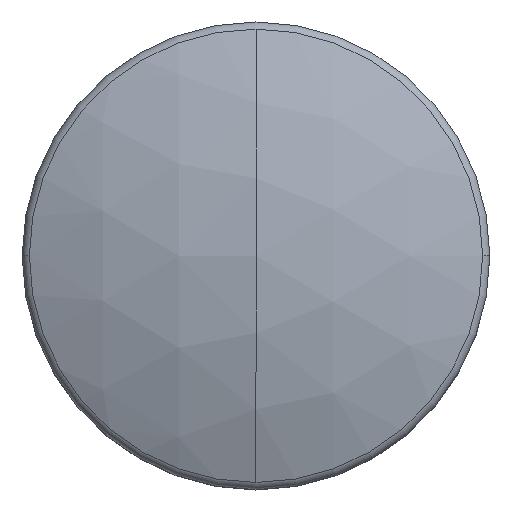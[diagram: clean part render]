
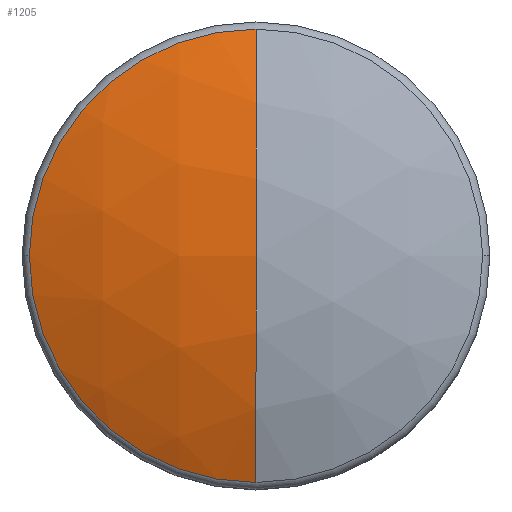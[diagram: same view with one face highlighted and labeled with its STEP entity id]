
A CAD part, top view. The second image highlights one B-rep face of the part: STEP entity #1205.
In plain terms, the highlighted spherical face has radius 50 mm.
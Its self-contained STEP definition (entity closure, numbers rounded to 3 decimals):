
#46 = EDGE_CURVE ( 'NONE', #355, #342, #792, .T. ) ;
#153 = EDGE_CURVE ( 'NONE', #355, #347, #795, .T. ) ;
#342 = VERTEX_POINT ( 'NONE', #1085 ) ;
#347 = VERTEX_POINT ( 'NONE', #1090 ) ;
#348 = VERTEX_POINT ( 'NONE', #1091 ) ;
#355 = VERTEX_POINT ( 'NONE', #1098 ) ;
#403 = EDGE_CURVE ( 'NONE', #342, #348, #813, .T. ) ;
#404 = EDGE_CURVE ( 'NONE', #348, #347, #814, .T. ) ;
#429 = AXIS2_PLACEMENT_3D ( 'NONE', #562, #566, #567 ) ;
#432 = AXIS2_PLACEMENT_3D ( 'NONE', #568, #569, #570 ) ;
#562 = CARTESIAN_POINT ( 'NONE',  ( 0., 0., -3.912 ) ) ;
#566 = DIRECTION ( 'NONE',  ( 0., 0., 1. ) ) ;
#567 = DIRECTION ( 'NONE',  ( -1., 0., 0. ) ) ;
#568 = CARTESIAN_POINT ( 'NONE',  ( 0., 0., -50. ) ) ;
#569 = DIRECTION ( 'NONE',  ( -1., 0., 0. ) ) ;
#570 = DIRECTION ( 'NONE',  ( 0., -1., 0. ) ) ;
#725 = CARTESIAN_POINT ( 'NONE',  ( 0., 0., -50. ) ) ;
#726 = DIRECTION ( 'NONE',  ( -1., 0., 0. ) ) ;
#727 = DIRECTION ( 'NONE',  ( 0., 1., 0. ) ) ;
#792 = CIRCLE ( 'NONE', #931, 19.388 ) ;
#795 = CIRCLE ( 'NONE', #930, 50. ) ;
#813 = CIRCLE ( 'NONE', #429, 19.388 ) ;
#814 = CIRCLE ( 'NONE', #432, 50. ) ;
#930 = AXIS2_PLACEMENT_3D ( 'NONE', #1027, #1028, #1029 ) ;
#931 = AXIS2_PLACEMENT_3D ( 'NONE', #1018, #1019, #1020 ) ;
#1018 = CARTESIAN_POINT ( 'NONE',  ( 0., 0., -3.912 ) ) ;
#1019 = DIRECTION ( 'NONE',  ( 0., 0., 1. ) ) ;
#1020 = DIRECTION ( 'NONE',  ( -1., 0., 0. ) ) ;
#1027 = CARTESIAN_POINT ( 'NONE',  ( 0., 0., -50. ) ) ;
#1028 = DIRECTION ( 'NONE',  ( 1., 0., 0. ) ) ;
#1029 = DIRECTION ( 'NONE',  ( 0., 0., -1. ) ) ;
#1085 = CARTESIAN_POINT ( 'NONE',  ( -19.388, 0., -3.912 ) ) ;
#1090 = CARTESIAN_POINT ( 'NONE',  ( 0., 0., 0. ) ) ;
#1091 = CARTESIAN_POINT ( 'NONE',  ( 0., -19.388, -3.912 ) ) ;
#1098 = CARTESIAN_POINT ( 'NONE',  ( 0., 19.388, -3.912 ) ) ;
#1185 = FACE_OUTER_BOUND ( 'NONE', #1401, .T. ) ;
#1188 = AXIS2_PLACEMENT_3D ( 'NONE', #725, #726, #727 ) ;
#1189 = SPHERICAL_SURFACE ( 'NONE', #1188, 50. ) ;
#1205 = ADVANCED_FACE ( 'NONE', ( #1185 ), #1189, .T. ) ;
#1401 = EDGE_LOOP ( 'NONE', ( #1500, #1501, #1499, #1502 ) ) ;
#1499 = ORIENTED_EDGE ( 'NONE', *, *, #404, .T. ) ;
#1500 = ORIENTED_EDGE ( 'NONE', *, *, #46, .T. ) ;
#1501 = ORIENTED_EDGE ( 'NONE', *, *, #403, .T. ) ;
#1502 = ORIENTED_EDGE ( 'NONE', *, *, #153, .F. ) ;
